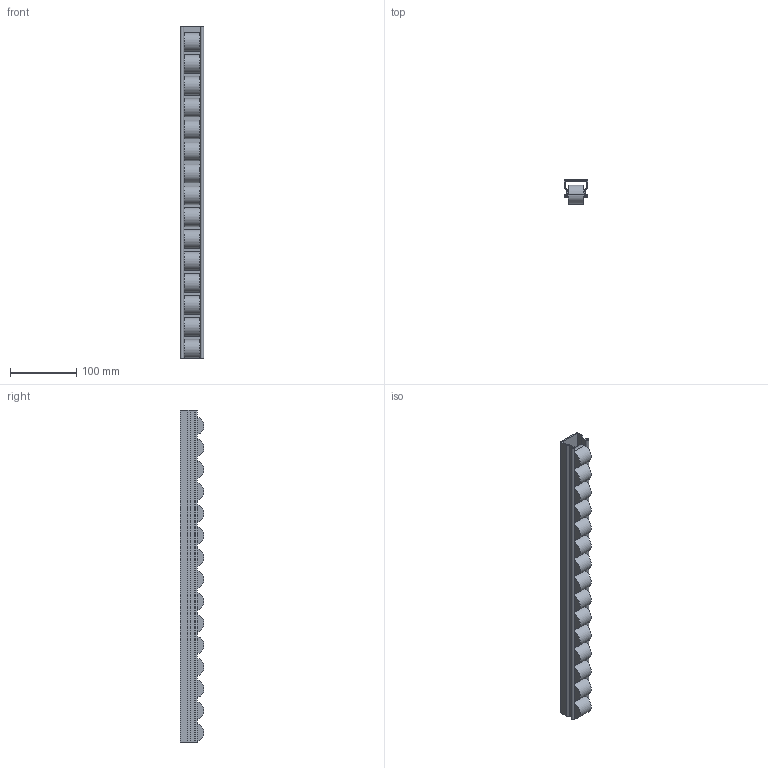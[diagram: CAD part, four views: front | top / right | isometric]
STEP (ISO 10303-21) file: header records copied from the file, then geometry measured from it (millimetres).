
FILE_DESCRIPTION (( 'STEP AP214' ), '1' );
FILE_NAME ('6750005', '2019-02-01T13:00:20', ( '' ), ('JUGARD+KÜNSTNER GmbH'), 'SwSTEP 2.0', 'SolidWorks 2017', '' );
FILE_SCHEMA (( 'AUTOMOTIVE_DESIGN' ));
Length unit declared in the file: millimetre
Products named in the file (1): 6750005_CNAJF00
Bounding box: 35 x 36 x 500 mm (x, y, z)
Volume: 292842.1 mm3; surface area: 146819.6 mm2
Topology: 16 solids, 16 shells, 86 faces, 162 edges, 108 vertices
Faces by surface type: plane 52, cylinder 34
Entity records: 2343 total; most frequent: DIRECTION 404, CARTESIAN_POINT 357, ORIENTED_EDGE 324, EDGE_CURVE 162, AXIS2_PLACEMENT_3D 155, VERTEX_POINT 108, LINE 94, VECTOR 94
